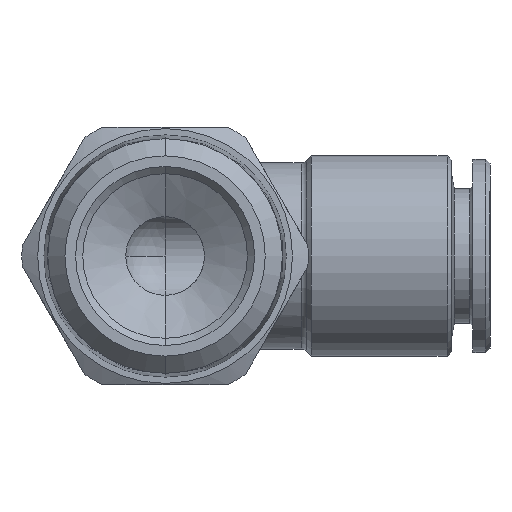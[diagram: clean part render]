
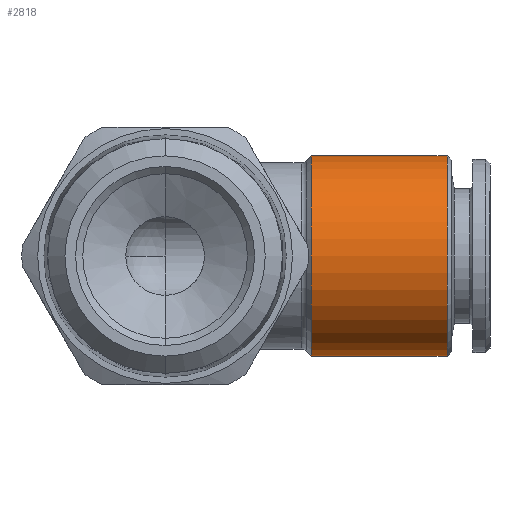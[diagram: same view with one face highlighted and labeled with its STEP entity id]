
A CAD part, front view. The second image highlights one B-rep face of the part: STEP entity #2818.
In plain terms, the highlighted cylindrical face has radius 7 mm (diameter 14 mm), a partial arc.
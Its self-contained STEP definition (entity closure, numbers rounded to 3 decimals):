
#84 = CARTESIAN_POINT ( 'NONE',  ( 0., 0., -7. ) ) ;
#192 = AXIS2_PLACEMENT_3D ( 'NONE', #3018, #2016, #203 ) ;
#193 = CIRCLE ( 'NONE', #192, 7. ) ;
#203 = DIRECTION ( 'NONE',  ( 0., 0., 1. ) ) ;
#262 = ORIENTED_EDGE ( 'NONE', *, *, #1548, .T. ) ;
#567 = CARTESIAN_POINT ( 'NONE',  ( 0., 0., 7. ) ) ;
#606 = VECTOR ( 'NONE', #1476, 1000. ) ;
#1154 = AXIS2_PLACEMENT_3D ( 'NONE', #3735, #2540, #5813 ) ;
#1174 = AXIS2_PLACEMENT_3D ( 'NONE', #4366, #5298, #1541 ) ;
#1382 = FACE_OUTER_BOUND ( 'NONE', #1967, .T. ) ;
#1476 = DIRECTION ( 'NONE',  ( -1., 0., 0. ) ) ;
#1514 = ORIENTED_EDGE ( 'NONE', *, *, #3985, .T. ) ;
#1525 = CARTESIAN_POINT ( 'NONE',  ( 10.21, 0., 7. ) ) ;
#1541 = DIRECTION ( 'NONE',  ( 0., 0., -1. ) ) ;
#1548 = EDGE_CURVE ( 'NONE', #3307, #3746, #193, .T. ) ;
#1967 = EDGE_LOOP ( 'NONE', ( #4753, #262, #1514, #4472 ) ) ;
#2016 = DIRECTION ( 'NONE',  ( -1., 0., 0. ) ) ;
#2188 = EDGE_CURVE ( 'NONE', #3307, #2517, #3376, .T. ) ;
#2263 = VECTOR ( 'NONE', #5158, 1000. ) ;
#2338 = LINE ( 'NONE', #567, #2263 ) ;
#2517 = VERTEX_POINT ( 'NONE', #3178 ) ;
#2540 = DIRECTION ( 'NONE',  ( -1., 0., 0. ) ) ;
#2702 = CYLINDRICAL_SURFACE ( 'NONE', #1154, 7. ) ;
#2818 = ADVANCED_FACE ( 'NONE', ( #1382 ), #2702, .T. ) ;
#2878 = CIRCLE ( 'NONE', #1174, 7. ) ;
#3018 = CARTESIAN_POINT ( 'NONE',  ( 19.7, 0., 0. ) ) ;
#3178 = CARTESIAN_POINT ( 'NONE',  ( 10.21, 0., -7. ) ) ;
#3307 = VERTEX_POINT ( 'NONE', #3337 ) ;
#3337 = CARTESIAN_POINT ( 'NONE',  ( 19.7, 0., -7. ) ) ;
#3376 = LINE ( 'NONE', #84, #606 ) ;
#3735 = CARTESIAN_POINT ( 'NONE',  ( 0., 0., 0. ) ) ;
#3746 = VERTEX_POINT ( 'NONE', #4626 ) ;
#3985 = EDGE_CURVE ( 'NONE', #3746, #5915, #2338, .T. ) ;
#4366 = CARTESIAN_POINT ( 'NONE',  ( 10.21, 0., 0. ) ) ;
#4472 = ORIENTED_EDGE ( 'NONE', *, *, #5792, .F. ) ;
#4626 = CARTESIAN_POINT ( 'NONE',  ( 19.7, 0., 7. ) ) ;
#4753 = ORIENTED_EDGE ( 'NONE', *, *, #2188, .F. ) ;
#5158 = DIRECTION ( 'NONE',  ( -1., 0., 0. ) ) ;
#5298 = DIRECTION ( 'NONE',  ( -1., 0., 0. ) ) ;
#5792 = EDGE_CURVE ( 'NONE', #2517, #5915, #2878, .T. ) ;
#5813 = DIRECTION ( 'NONE',  ( 0., 0., 1. ) ) ;
#5915 = VERTEX_POINT ( 'NONE', #1525 ) ;
